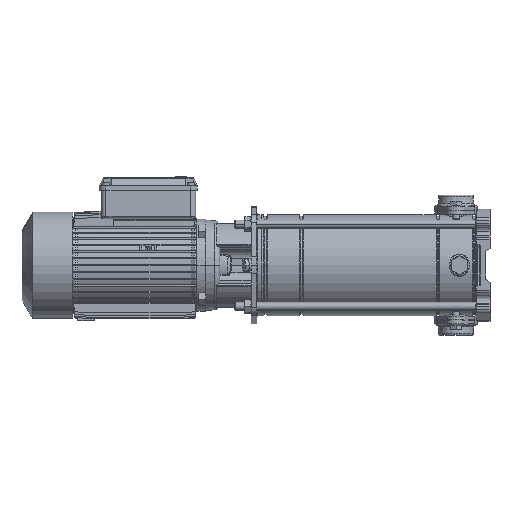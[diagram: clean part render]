
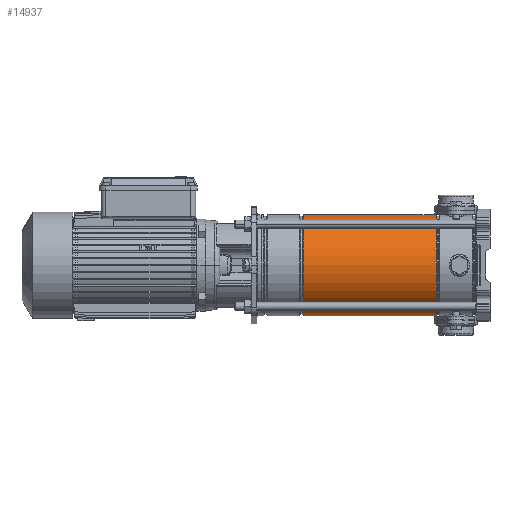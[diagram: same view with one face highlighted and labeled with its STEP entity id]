
A CAD part, left-side view. The second image highlights one B-rep face of the part: STEP entity #14937.
In plain terms, the highlighted cylindrical face has radius 74.4 mm (diameter 148.8 mm), a partial arc.
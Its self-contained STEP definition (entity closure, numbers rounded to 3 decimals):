
#967 = AXIS2_PLACEMENT_3D ( 'NONE', #1311, #5700, #20878 ) ;
#1311 = CARTESIAN_POINT ( 'NONE',  ( 0., 0., 0. ) ) ;
#2243 = VECTOR ( 'NONE', #7791, 1000. ) ;
#3277 = EDGE_CURVE ( 'NONE', #23662, #29218, #61617, .T. ) ;
#4883 = AXIS2_PLACEMENT_3D ( 'NONE', #40052, #31185, #59988 ) ;
#5700 = DIRECTION ( 'NONE',  ( 0., 0., -1. ) ) ;
#7791 = DIRECTION ( 'NONE',  ( 0., 0., -1. ) ) ;
#8465 = CARTESIAN_POINT ( 'NONE',  ( 74.4, 0., 67.336 ) ) ;
#8719 = CARTESIAN_POINT ( 'NONE',  ( 74.4, 0., 0. ) ) ;
#12192 = EDGE_CURVE ( 'NONE', #16069, #23662, #13890, .T. ) ;
#13214 = DIRECTION ( 'NONE',  ( 0., 0., -1. ) ) ;
#13890 = LINE ( 'NONE', #53116, #61722 ) ;
#14249 = ORIENTED_EDGE ( 'NONE', *, *, #51765, .T. ) ;
#14937 = ADVANCED_FACE ( 'NONE', ( #19924 ), #25913, .T. ) ;
#16069 = VERTEX_POINT ( 'NONE', #27323 ) ;
#18380 = ORIENTED_EDGE ( 'NONE', *, *, #3277, .F. ) ;
#18901 = ORIENTED_EDGE ( 'NONE', *, *, #12192, .F. ) ;
#19194 = CARTESIAN_POINT ( 'NONE',  ( 0., 0., 67.336 ) ) ;
#19924 = FACE_OUTER_BOUND ( 'NONE', #44382, .T. ) ;
#20819 = CARTESIAN_POINT ( 'NONE',  ( 74.4, 0., 262.664 ) ) ;
#20878 = DIRECTION ( 'NONE',  ( -1., 0., 0. ) ) ;
#23662 = VERTEX_POINT ( 'NONE', #27284 ) ;
#25913 = CYLINDRICAL_SURFACE ( 'NONE', #967, 74.4 ) ;
#27284 = CARTESIAN_POINT ( 'NONE',  ( -74.4, 0., 67.336 ) ) ;
#27323 = CARTESIAN_POINT ( 'NONE',  ( -74.4, 0., 262.664 ) ) ;
#28035 = DIRECTION ( 'NONE',  ( -1., 0., 0. ) ) ;
#29218 = VERTEX_POINT ( 'NONE', #8465 ) ;
#31185 = DIRECTION ( 'NONE',  ( 0., 0., -1. ) ) ;
#32147 = CIRCLE ( 'NONE', #4883, 74.4 ) ;
#34342 = AXIS2_PLACEMENT_3D ( 'NONE', #19194, #13214, #28035 ) ;
#38150 = EDGE_CURVE ( 'NONE', #16069, #46920, #32147, .T. ) ;
#40052 = CARTESIAN_POINT ( 'NONE',  ( 0., 0., 262.664 ) ) ;
#43311 = ORIENTED_EDGE ( 'NONE', *, *, #38150, .T. ) ;
#44382 = EDGE_LOOP ( 'NONE', ( #43311, #14249, #18380, #18901 ) ) ;
#46920 = VERTEX_POINT ( 'NONE', #20819 ) ;
#48040 = DIRECTION ( 'NONE',  ( 0., 0., -1. ) ) ;
#51765 = EDGE_CURVE ( 'NONE', #46920, #29218, #61550, .T. ) ;
#53116 = CARTESIAN_POINT ( 'NONE',  ( -74.4, 0., 0. ) ) ;
#59988 = DIRECTION ( 'NONE',  ( -1., 0., 0. ) ) ;
#61550 = LINE ( 'NONE', #8719, #2243 ) ;
#61617 = CIRCLE ( 'NONE', #34342, 74.4 ) ;
#61722 = VECTOR ( 'NONE', #48040, 1000. ) ;
